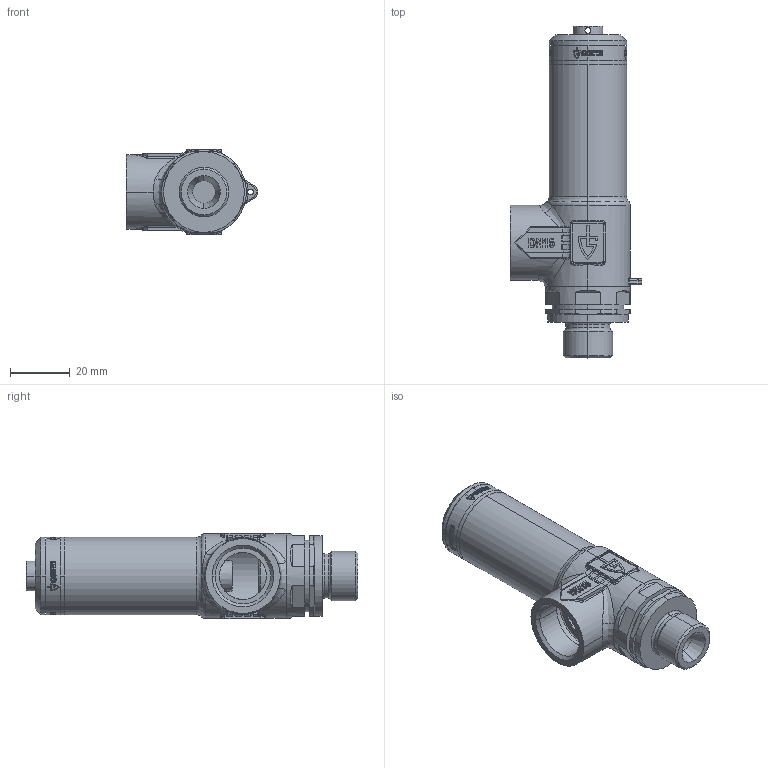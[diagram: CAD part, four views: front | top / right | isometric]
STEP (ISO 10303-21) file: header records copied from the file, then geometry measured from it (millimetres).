
FILE_DESCRIPTION (( 'STEP AP214' ), '1' );
FILE_NAME ('2400tGFO-15-m+f-10+15.STEP', '2016-02-29T14:57:36', ( '' ), ( '' ), 'SwSTEP 2.0', 'SolidWorks 2014', '' );
FILE_SCHEMA (( 'AUTOMOTIVE_DESIGN' ));
Length unit declared in the file: millimetre
Products named in the file (1): 2400tGFO-15-m+f-10+15
Bounding box: 44 x 111 x 28.6 mm (x, y, z)
Volume: 34562.7 mm3; surface area: 23686.5 mm2
Topology: 4 solids, 4 shells, 646 faces, 2105 edges, 1579 vertices
Faces by surface type: cylinder 248, plane 223, bspline 82, torus 50, cone 39, sphere 4
Entity records: 37390 total; most frequent: CARTESIAN_POINT 11551, ORIENTED_EDGE 4202, DIRECTION 3610, EDGE_CURVE 2101, VERTEX_POINT 1579, AXIS2_PLACEMENT_3D 1339, VECTOR 932, LINE 932
